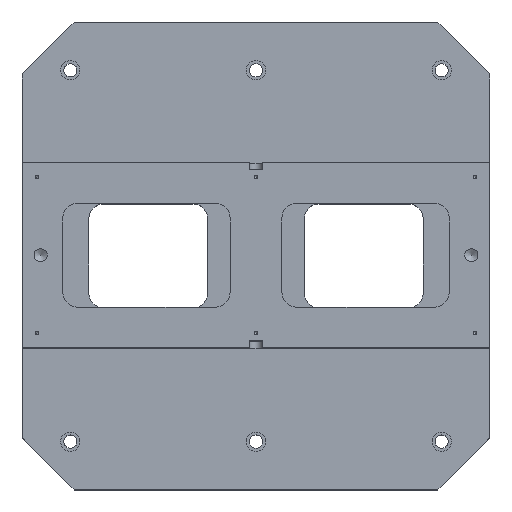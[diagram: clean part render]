
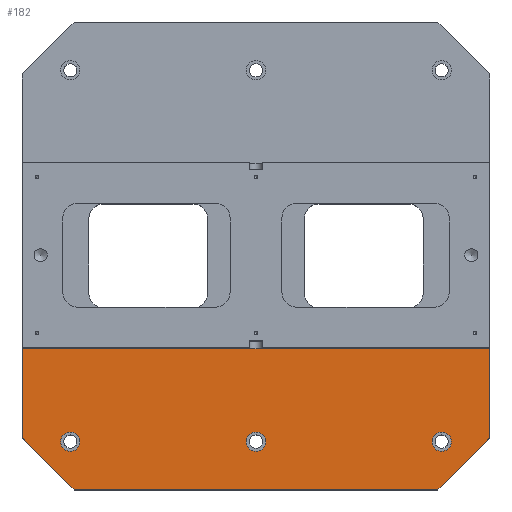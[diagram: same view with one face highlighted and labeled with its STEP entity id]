
A CAD part, top view. The second image highlights one B-rep face of the part: STEP entity #182.
In plain terms, the highlighted planar face has unit normal (0, 0, 1).
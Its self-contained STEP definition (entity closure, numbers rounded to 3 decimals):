
#182 = ADVANCED_FACE( '', ( #760, #761, #762, #763 ), #764, .F. );
#760 = FACE_BOUND( '', #1751, .T. );
#761 = FACE_BOUND( '', #1752, .T. );
#762 = FACE_BOUND( '', #1753, .T. );
#763 = FACE_OUTER_BOUND( '', #1754, .T. );
#764 = PLANE( '', #1755 );
#1751 = EDGE_LOOP( '', ( #3473 ) );
#1752 = EDGE_LOOP( '', ( #3474 ) );
#1753 = EDGE_LOOP( '', ( #3475 ) );
#1754 = EDGE_LOOP( '', ( #3476, #3477, #3478, #3479, #3480, #3481 ) );
#1755 = AXIS2_PLACEMENT_3D( '', #3482, #3483, #3484 );
#3473 = ORIENTED_EDGE( '', *, *, #6766, .T. );
#3474 = ORIENTED_EDGE( '', *, *, #6767, .T. );
#3475 = ORIENTED_EDGE( '', *, *, #6768, .T. );
#3476 = ORIENTED_EDGE( '', *, *, #6769, .T. );
#3477 = ORIENTED_EDGE( '', *, *, #6770, .T. );
#3478 = ORIENTED_EDGE( '', *, *, #6771, .T. );
#3479 = ORIENTED_EDGE( '', *, *, #6762, .F. );
#3480 = ORIENTED_EDGE( '', *, *, #6772, .T. );
#3481 = ORIENTED_EDGE( '', *, *, #6773, .T. );
#3482 = CARTESIAN_POINT( '', ( -315., 315., 50. ) );
#3483 = DIRECTION( '', ( 0., 0., -1. ) );
#3484 = DIRECTION( '', ( -1., 0., 0. ) );
#6762 = EDGE_CURVE( '', #8320, #8322, #8323, .T. );
#6766 = EDGE_CURVE( '', #8329, #8329, #8330, .T. );
#6767 = EDGE_CURVE( '', #8331, #8331, #8332, .T. );
#6768 = EDGE_CURVE( '', #8333, #8333, #8334, .T. );
#6769 = EDGE_CURVE( '', #8335, #8336, #8337, .T. );
#6770 = EDGE_CURVE( '', #8336, #8338, #8339, .F. );
#6771 = EDGE_CURVE( '', #8338, #8322, #8340, .T. );
#6772 = EDGE_CURVE( '', #8320, #8341, #8342, .T. );
#6773 = EDGE_CURVE( '', #8341, #8335, #8343, .F. );
#8320 = VERTEX_POINT( '', #11880 );
#8322 = VERTEX_POINT( '', #11883 );
#8323 = LINE( '', #11884, #11885 );
#8329 = VERTEX_POINT( '', #11894 );
#8330 = CIRCLE( '', #11895, 13. );
#8331 = VERTEX_POINT( '', #11896 );
#8332 = CIRCLE( '', #11897, 13. );
#8333 = VERTEX_POINT( '', #11898 );
#8334 = CIRCLE( '', #11899, 13. );
#8335 = VERTEX_POINT( '', #11900 );
#8336 = VERTEX_POINT( '', #11901 );
#8337 = LINE( '', #11902, #11903 );
#8338 = VERTEX_POINT( '', #11904 );
#8339 = LINE( '', #11905, #11906 );
#8340 = LINE( '', #11907, #11908 );
#8341 = VERTEX_POINT( '', #11909 );
#8342 = LINE( '', #11910, #11911 );
#8343 = LINE( '', #11912, #11913 );
#11880 = CARTESIAN_POINT( '', ( -315., -125., 50. ) );
#11883 = CARTESIAN_POINT( '', ( 315., -125., 50. ) );
#11884 = CARTESIAN_POINT( '', ( -315., -125., 50. ) );
#11885 = VECTOR( '', #14419, 1000. );
#11894 = CARTESIAN_POINT( '', ( -250., -263., 50. ) );
#11895 = AXIS2_PLACEMENT_3D( '', #14423, #14424, #14425 );
#11896 = CARTESIAN_POINT( '', ( 0., -263., 50. ) );
#11897 = AXIS2_PLACEMENT_3D( '', #14426, #14427, #14428 );
#11898 = CARTESIAN_POINT( '', ( 250., -263., 50. ) );
#11899 = AXIS2_PLACEMENT_3D( '', #14429, #14430, #14431 );
#11900 = CARTESIAN_POINT( '', ( -245., -315., 50. ) );
#11901 = CARTESIAN_POINT( '', ( 245., -315., 50. ) );
#11902 = CARTESIAN_POINT( '', ( -315., -315., 50. ) );
#11903 = VECTOR( '', #14432, 1000. );
#11904 = CARTESIAN_POINT( '', ( 315., -245., 50. ) );
#11905 = CARTESIAN_POINT( '', ( 315., -245., 50. ) );
#11906 = VECTOR( '', #14433, 1000. );
#11907 = CARTESIAN_POINT( '', ( 315., -315., 50. ) );
#11908 = VECTOR( '', #14434, 1000. );
#11909 = CARTESIAN_POINT( '', ( -315., -245., 50. ) );
#11910 = CARTESIAN_POINT( '', ( -315., 315., 50. ) );
#11911 = VECTOR( '', #14435, 1000. );
#11912 = CARTESIAN_POINT( '', ( -245., -315., 50. ) );
#11913 = VECTOR( '', #14436, 1000. );
#14419 = DIRECTION( '', ( 1., 0., 0. ) );
#14423 = CARTESIAN_POINT( '', ( -250., -250., 50. ) );
#14424 = DIRECTION( '', ( 0., 0., -1. ) );
#14425 = DIRECTION( '', ( 0., -1., 0. ) );
#14426 = CARTESIAN_POINT( '', ( 0., -250., 50. ) );
#14427 = DIRECTION( '', ( 0., 0., -1. ) );
#14428 = DIRECTION( '', ( 0., -1., 0. ) );
#14429 = CARTESIAN_POINT( '', ( 250., -250., 50. ) );
#14430 = DIRECTION( '', ( 0., 0., -1. ) );
#14431 = DIRECTION( '', ( 0., -1., 0. ) );
#14432 = DIRECTION( '', ( 1., 0., 0. ) );
#14433 = DIRECTION( '', ( -0.707, -0.707, 0. ) );
#14434 = DIRECTION( '', ( 0., 1., 0. ) );
#14435 = DIRECTION( '', ( 0., -1., 0. ) );
#14436 = DIRECTION( '', ( -0.707, 0.707, 0. ) );
